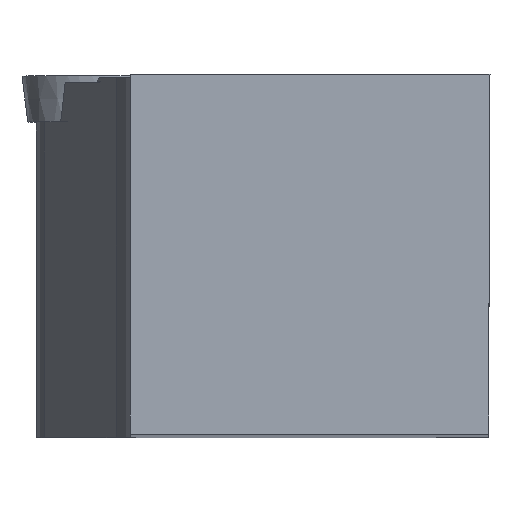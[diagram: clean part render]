
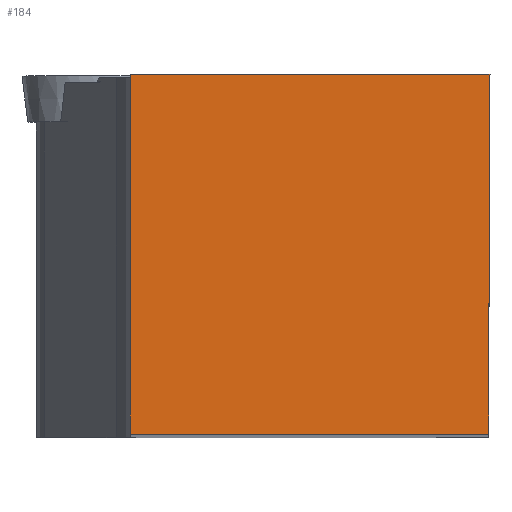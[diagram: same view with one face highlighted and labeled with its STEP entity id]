
A CAD part, top view. The second image highlights one B-rep face of the part: STEP entity #184.
In plain terms, the highlighted planar face has unit normal (0, 0, 1).
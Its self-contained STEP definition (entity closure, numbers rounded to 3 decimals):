
#90=FACE_OUTER_BOUND('',#240,.T.);
#112=LINE('',#805,#138);
#115=LINE('',#811,#141);
#117=LINE('',#817,#143);
#120=LINE('',#823,#146);
#138=VECTOR('',#602,1.);
#141=VECTOR('',#607,1.);
#143=VECTOR('',#613,1.);
#146=VECTOR('',#622,1.);
#184=ADVANCED_FACE('SHANK_FACE_BACK',(#90),#201,.F.);
#201=PLANE('',#521);
#240=EDGE_LOOP('',(#310,#311,#312,#313));
#310=ORIENTED_EDGE('',*,*,#409,.F.);
#311=ORIENTED_EDGE('',*,*,#403,.T.);
#312=ORIENTED_EDGE('',*,*,#406,.T.);
#313=ORIENTED_EDGE('',*,*,#400,.F.);
#364=VERTEX_POINT('',#804);
#365=VERTEX_POINT('',#806);
#366=VERTEX_POINT('',#810);
#367=VERTEX_POINT('',#812);
#400=EDGE_CURVE('',#364,#365,#112,.T.);
#403=EDGE_CURVE('',#367,#366,#115,.T.);
#406=EDGE_CURVE('',#366,#365,#117,.T.);
#409=EDGE_CURVE('',#367,#364,#120,.T.);
#521=AXIS2_PLACEMENT_3D('',#824,#623,#624);
#602=DIRECTION('',(1.,0.,0.));
#607=DIRECTION('',(1.,0.,0.));
#613=DIRECTION('',(0.004,1.,0.));
#622=DIRECTION('',(0.,1.,0.));
#623=DIRECTION('',(0.,0.,-1.));
#624=DIRECTION('',(-1.,0.,0.));
#804=CARTESIAN_POINT('',(-24.875,24.875,0.));
#805=CARTESIAN_POINT('',(-35.441,24.875,0.));
#806=CARTESIAN_POINT('',(0.,24.875,0.));
#810=CARTESIAN_POINT('',(-0.109,0.,0.));
#811=CARTESIAN_POINT('',(-35.441,0.,0.));
#812=CARTESIAN_POINT('',(-24.875,0.,0.));
#817=CARTESIAN_POINT('',(-0.808,-160.194,0.));
#823=CARTESIAN_POINT('',(-24.875,-6.744,0.));
#824=CARTESIAN_POINT('',(0.,0.,0.));
